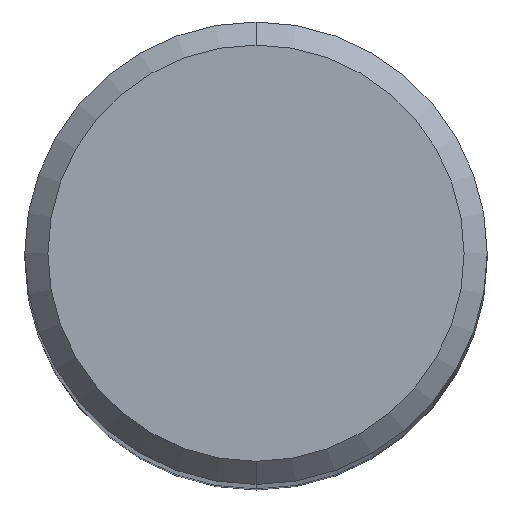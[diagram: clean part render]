
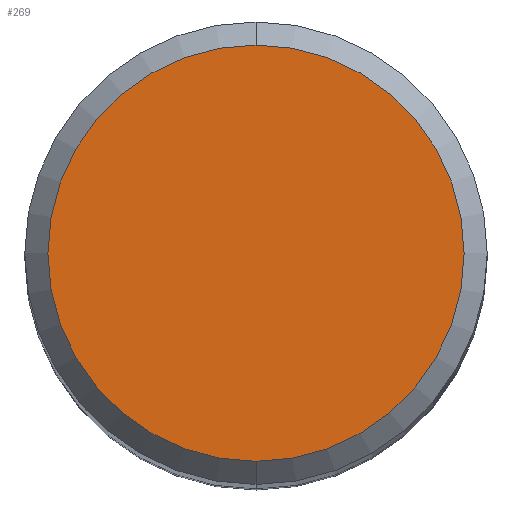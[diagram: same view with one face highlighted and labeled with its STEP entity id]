
A CAD part, top view. The second image highlights one B-rep face of the part: STEP entity #269.
In plain terms, the highlighted planar face has unit normal (0, 0, 1).
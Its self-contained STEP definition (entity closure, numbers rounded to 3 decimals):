
#205=EDGE_CURVE('',#355,#265,#484,.T.);
#265=VERTEX_POINT('',#548);
#269=ADVANCED_FACE('',(#552),#553,.T.);
#355=VERTEX_POINT('',#650);
#405=EDGE_CURVE('',#265,#355,#705,.T.);
#484=CIRCLE('',#787,7.2);
#548=CARTESIAN_POINT('',(0.,-7.2,0.0));
#552=FACE_OUTER_BOUND('',#918,.T.);
#553=PLANE('',#919);
#650=CARTESIAN_POINT('',(0.0,7.2,0.0));
#705=CIRCLE('',#1361,7.2);
#787=AXIS2_PLACEMENT_3D('',#1434,#1435,#1436);
#918=EDGE_LOOP('',(#1507,#1508));
#919=AXIS2_PLACEMENT_3D('',#1509,#1510,#1511);
#1361=AXIS2_PLACEMENT_3D('',#1667,#1668,#1669);
#1434=CARTESIAN_POINT('',(0.0,0.0,0.0));
#1435=DIRECTION('',(0.0,0.0,-1.0));
#1436=DIRECTION('',(0.0,1.0,0.0));
#1507=ORIENTED_EDGE('',*,*,#205,.F.);
#1508=ORIENTED_EDGE('',*,*,#405,.F.);
#1509=CARTESIAN_POINT('',(0.0,3.6,0.0));
#1510=DIRECTION('',(-0.0,0.0,1.0));
#1511=DIRECTION('',(0.0,-1.0,0.0));
#1667=CARTESIAN_POINT('',(0.0,0.0,0.0));
#1668=DIRECTION('',(0.0,0.0,-1.0));
#1669=DIRECTION('',(0.0,1.0,0.0));
